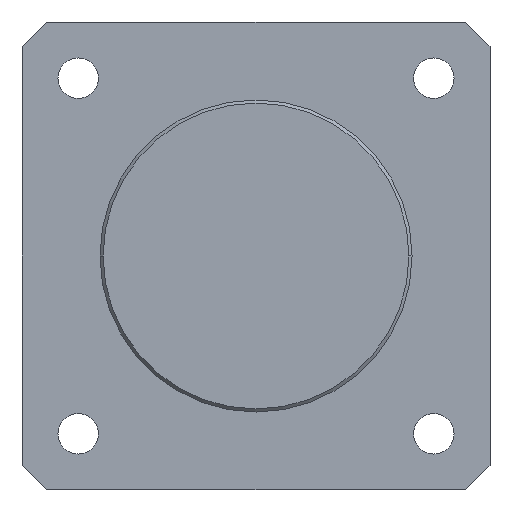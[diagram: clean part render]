
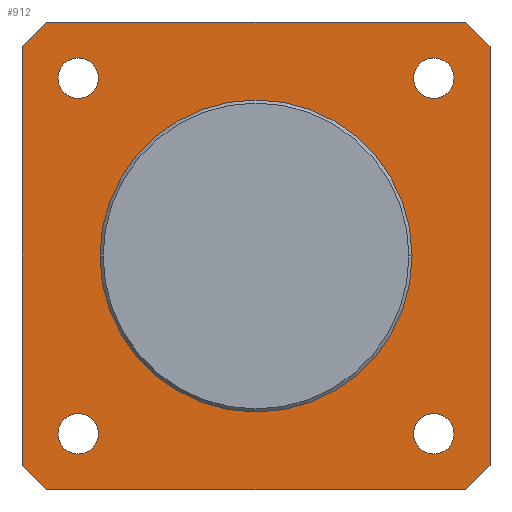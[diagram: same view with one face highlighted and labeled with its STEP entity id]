
A CAD part, front view. The second image highlights one B-rep face of the part: STEP entity #912.
In plain terms, the highlighted planar face has unit normal (0, -1, 0).
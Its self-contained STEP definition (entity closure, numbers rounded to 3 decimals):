
#1 = CARTESIAN_POINT ( 'NONE',  ( 28.95, -7., -25.65 ) ) ;
#10 = LINE ( 'NONE', #907, #1578 ) ;
#17 = VERTEX_POINT ( 'NONE', #1479 ) ;
#32 = AXIS2_PLACEMENT_3D ( 'NONE', #1102, #927, #1730 ) ;
#33 = FACE_BOUND ( 'NONE', #1891, .T. ) ;
#50 = VERTEX_POINT ( 'NONE', #724 ) ;
#58 = DIRECTION ( 'NONE',  ( 0., 1., 0. ) ) ;
#63 = CARTESIAN_POINT ( 'NONE',  ( -28.95, -7., 28.95 ) ) ;
#66 = CIRCLE ( 'NONE', #1938, 3.3 ) ;
#67 = DIRECTION ( 'NONE',  ( 0., 1., 0. ) ) ;
#76 = CARTESIAN_POINT ( 'NONE',  ( 34.1, -7., -38.1 ) ) ;
#93 = CIRCLE ( 'NONE', #1185, 3.3 ) ;
#110 = LINE ( 'NONE', #194, #894 ) ;
#155 = AXIS2_PLACEMENT_3D ( 'NONE', #372, #67, #985 ) ;
#164 = DIRECTION ( 'NONE',  ( 0., 1., 0. ) ) ;
#173 = AXIS2_PLACEMENT_3D ( 'NONE', #63, #58, #1925 ) ;
#175 = CARTESIAN_POINT ( 'NONE',  ( 34.1, -7., -38.1 ) ) ;
#194 = CARTESIAN_POINT ( 'NONE',  ( -34.1, -7., -38.1 ) ) ;
#198 = EDGE_LOOP ( 'NONE', ( #1452, #268 ) ) ;
#200 = VERTEX_POINT ( 'NONE', #1996 ) ;
#206 = CARTESIAN_POINT ( 'NONE',  ( 38.1, -7., -34.1 ) ) ;
#243 = CARTESIAN_POINT ( 'NONE',  ( -28.95, -7., -28.95 ) ) ;
#246 = EDGE_CURVE ( 'NONE', #1585, #1559, #604, .T. ) ;
#267 = DIRECTION ( 'NONE',  ( 0., 0., 1. ) ) ;
#268 = ORIENTED_EDGE ( 'NONE', *, *, #1254, .T. ) ;
#277 = LINE ( 'NONE', #1077, #1549 ) ;
#364 = VECTOR ( 'NONE', #424, 1000. ) ;
#371 = ORIENTED_EDGE ( 'NONE', *, *, #1822, .F. ) ;
#372 = CARTESIAN_POINT ( 'NONE',  ( -28.95, -7., -28.95 ) ) ;
#400 = DIRECTION ( 'NONE',  ( 0., 1., 0. ) ) ;
#409 = FACE_BOUND ( 'NONE', #464, .T. ) ;
#424 = DIRECTION ( 'NONE',  ( 0., 0., -1. ) ) ;
#425 = EDGE_CURVE ( 'NONE', #830, #1379, #1198, .T. ) ;
#430 = FACE_BOUND ( 'NONE', #1177, .T. ) ;
#464 = EDGE_LOOP ( 'NONE', ( #1425, #1450 ) ) ;
#470 = AXIS2_PLACEMENT_3D ( 'NONE', #1557, #164, #474 ) ;
#474 = DIRECTION ( 'NONE',  ( 0., 0., 1. ) ) ;
#482 = CARTESIAN_POINT ( 'NONE',  ( -38.1, -7., -34.1 ) ) ;
#506 = CIRCLE ( 'NONE', #155, 3.3 ) ;
#513 = ORIENTED_EDGE ( 'NONE', *, *, #570, .T. ) ;
#514 = ORIENTED_EDGE ( 'NONE', *, *, #1766, .F. ) ;
#525 = DIRECTION ( 'NONE',  ( 0., 0., 1. ) ) ;
#534 = EDGE_CURVE ( 'NONE', #1071, #2016, #506, .T. ) ;
#540 = CARTESIAN_POINT ( 'NONE',  ( -38.1, -7., 34.1 ) ) ;
#564 = DIRECTION ( 'NONE',  ( 0., 0., 1. ) ) ;
#569 = CARTESIAN_POINT ( 'NONE',  ( 0., -7., 0. ) ) ;
#570 = EDGE_CURVE ( 'NONE', #627, #200, #93, .T. ) ;
#604 = LINE ( 'NONE', #2015, #364 ) ;
#622 = EDGE_CURVE ( 'NONE', #1559, #1331, #1176, .T. ) ;
#627 = VERTEX_POINT ( 'NONE', #1765 ) ;
#629 = ORIENTED_EDGE ( 'NONE', *, *, #1096, .F. ) ;
#720 = LINE ( 'NONE', #1083, #2027 ) ;
#724 = CARTESIAN_POINT ( 'NONE',  ( -34.1, -7., -38.1 ) ) ;
#737 = EDGE_CURVE ( 'NONE', #1794, #1251, #818, .T. ) ;
#754 = DIRECTION ( 'NONE',  ( 0., 0., 1. ) ) ;
#769 = VECTOR ( 'NONE', #1447, 1000. ) ;
#774 = EDGE_CURVE ( 'NONE', #200, #627, #1117, .T. ) ;
#785 = CARTESIAN_POINT ( 'NONE',  ( 28.95, -7., -32.25 ) ) ;
#796 = VECTOR ( 'NONE', #1937, 1000. ) ;
#813 = CARTESIAN_POINT ( 'NONE',  ( -34.1, -7., 38.1 ) ) ;
#818 = CIRCLE ( 'NONE', #1754, 3.3 ) ;
#830 = VERTEX_POINT ( 'NONE', #540 ) ;
#847 = EDGE_CURVE ( 'NONE', #1267, #17, #66, .T. ) ;
#860 = DIRECTION ( 'NONE',  ( 0., 0., -1. ) ) ;
#894 = VECTOR ( 'NONE', #1130, 1000. ) ;
#907 = CARTESIAN_POINT ( 'NONE',  ( -38.1, -7., -34.1 ) ) ;
#912 = ADVANCED_FACE ( 'NONE', ( #430, #1292, #33, #409, #1657 ), #1147, .F. ) ;
#920 = EDGE_CURVE ( 'NONE', #2016, #1071, #1809, .T. ) ;
#927 = DIRECTION ( 'NONE',  ( 0., 1., 0. ) ) ;
#963 = DIRECTION ( 'NONE',  ( -1., 0., 0. ) ) ;
#985 = DIRECTION ( 'NONE',  ( 0., 0., -1. ) ) ;
#993 = DIRECTION ( 'NONE',  ( 0., 1., 0. ) ) ;
#1013 = DIRECTION ( 'NONE',  ( 0., 0., -1. ) ) ;
#1035 = DIRECTION ( 'NONE',  ( 0., 1., 0. ) ) ;
#1071 = VERTEX_POINT ( 'NONE', #1528 ) ;
#1077 = CARTESIAN_POINT ( 'NONE',  ( 34.1, -7., 38.1 ) ) ;
#1083 = CARTESIAN_POINT ( 'NONE',  ( -34.1, -7., 38.1 ) ) ;
#1096 = EDGE_CURVE ( 'NONE', #1397, #830, #10, .T. ) ;
#1102 = CARTESIAN_POINT ( 'NONE',  ( 28.95, -7., 28.95 ) ) ;
#1112 = CIRCLE ( 'NONE', #470, 3.3 ) ;
#1117 = CIRCLE ( 'NONE', #173, 3.3 ) ;
#1130 = DIRECTION ( 'NONE',  ( -0.707, 0., 0.707 ) ) ;
#1137 = CARTESIAN_POINT ( 'NONE',  ( -34.1, -7., 38.1 ) ) ;
#1139 = DIRECTION ( 'NONE',  ( 0., 1., 0. ) ) ;
#1147 = PLANE ( 'NONE',  #2003 ) ;
#1176 = LINE ( 'NONE', #76, #796 ) ;
#1177 = EDGE_LOOP ( 'NONE', ( #513, #1712 ) ) ;
#1179 = ORIENTED_EDGE ( 'NONE', *, *, #920, .T. ) ;
#1185 = AXIS2_PLACEMENT_3D ( 'NONE', #1325, #993, #525 ) ;
#1190 = LINE ( 'NONE', #1431, #1957 ) ;
#1198 = LINE ( 'NONE', #813, #769 ) ;
#1218 = ORIENTED_EDGE ( 'NONE', *, *, #425, .F. ) ;
#1251 = VERTEX_POINT ( 'NONE', #1 ) ;
#1254 = EDGE_CURVE ( 'NONE', #17, #1267, #1464, .T. ) ;
#1256 = DIRECTION ( 'NONE',  ( 0.707, 0., -0.707 ) ) ;
#1267 = VERTEX_POINT ( 'NONE', #1914 ) ;
#1292 = FACE_BOUND ( 'NONE', #198, .T. ) ;
#1299 = EDGE_CURVE ( 'NONE', #50, #1397, #110, .T. ) ;
#1325 = CARTESIAN_POINT ( 'NONE',  ( -28.95, -7., 28.95 ) ) ;
#1331 = VERTEX_POINT ( 'NONE', #175 ) ;
#1350 = ORIENTED_EDGE ( 'NONE', *, *, #1936, .F. ) ;
#1379 = VERTEX_POINT ( 'NONE', #1137 ) ;
#1397 = VERTEX_POINT ( 'NONE', #482 ) ;
#1425 = ORIENTED_EDGE ( 'NONE', *, *, #1749, .T. ) ;
#1431 = CARTESIAN_POINT ( 'NONE',  ( -34.1, -7., -38.1 ) ) ;
#1447 = DIRECTION ( 'NONE',  ( 0.707, 0., 0.707 ) ) ;
#1449 = DIRECTION ( 'NONE',  ( 1., 0., 0. ) ) ;
#1450 = ORIENTED_EDGE ( 'NONE', *, *, #737, .T. ) ;
#1452 = ORIENTED_EDGE ( 'NONE', *, *, #847, .T. ) ;
#1464 = CIRCLE ( 'NONE', #32, 3.3 ) ;
#1479 = CARTESIAN_POINT ( 'NONE',  ( 28.95, -7., 25.65 ) ) ;
#1528 = CARTESIAN_POINT ( 'NONE',  ( -28.95, -7., -32.25 ) ) ;
#1540 = EDGE_LOOP ( 'NONE', ( #1972, #1571, #514, #371, #1218, #629, #1857, #1350 ) ) ;
#1545 = CARTESIAN_POINT ( 'NONE',  ( 28.95, -7., -28.95 ) ) ;
#1549 = VECTOR ( 'NONE', #1256, 1000. ) ;
#1557 = CARTESIAN_POINT ( 'NONE',  ( 28.95, -7., -28.95 ) ) ;
#1559 = VERTEX_POINT ( 'NONE', #206 ) ;
#1571 = ORIENTED_EDGE ( 'NONE', *, *, #246, .F. ) ;
#1578 = VECTOR ( 'NONE', #267, 1000. ) ;
#1585 = VERTEX_POINT ( 'NONE', #1907 ) ;
#1623 = CARTESIAN_POINT ( 'NONE',  ( 34.1, -7., 38.1 ) ) ;
#1628 = CARTESIAN_POINT ( 'NONE',  ( -28.95, -7., -25.65 ) ) ;
#1657 = FACE_OUTER_BOUND ( 'NONE', #1540, .T. ) ;
#1705 = DIRECTION ( 'NONE',  ( 0., 1., 0. ) ) ;
#1712 = ORIENTED_EDGE ( 'NONE', *, *, #774, .T. ) ;
#1730 = DIRECTION ( 'NONE',  ( 0., 0., -1. ) ) ;
#1736 = ORIENTED_EDGE ( 'NONE', *, *, #534, .T. ) ;
#1749 = EDGE_CURVE ( 'NONE', #1251, #1794, #1112, .T. ) ;
#1754 = AXIS2_PLACEMENT_3D ( 'NONE', #1545, #1705, #754 ) ;
#1765 = CARTESIAN_POINT ( 'NONE',  ( -28.95, -7., 32.25 ) ) ;
#1766 = EDGE_CURVE ( 'NONE', #2012, #1585, #277, .T. ) ;
#1794 = VERTEX_POINT ( 'NONE', #785 ) ;
#1795 = CARTESIAN_POINT ( 'NONE',  ( 28.95, -7., 28.95 ) ) ;
#1809 = CIRCLE ( 'NONE', #2017, 3.3 ) ;
#1822 = EDGE_CURVE ( 'NONE', #1379, #2012, #720, .T. ) ;
#1857 = ORIENTED_EDGE ( 'NONE', *, *, #1299, .F. ) ;
#1891 = EDGE_LOOP ( 'NONE', ( #1179, #1736 ) ) ;
#1907 = CARTESIAN_POINT ( 'NONE',  ( 38.1, -7., 34.1 ) ) ;
#1914 = CARTESIAN_POINT ( 'NONE',  ( 28.95, -7., 32.25 ) ) ;
#1925 = DIRECTION ( 'NONE',  ( 0., 0., 1. ) ) ;
#1936 = EDGE_CURVE ( 'NONE', #1331, #50, #1190, .T. ) ;
#1937 = DIRECTION ( 'NONE',  ( -0.707, 0., -0.707 ) ) ;
#1938 = AXIS2_PLACEMENT_3D ( 'NONE', #1795, #1139, #1013 ) ;
#1957 = VECTOR ( 'NONE', #963, 1000. ) ;
#1972 = ORIENTED_EDGE ( 'NONE', *, *, #622, .F. ) ;
#1996 = CARTESIAN_POINT ( 'NONE',  ( -28.95, -7., 25.65 ) ) ;
#2003 = AXIS2_PLACEMENT_3D ( 'NONE', #569, #1035, #564 ) ;
#2012 = VERTEX_POINT ( 'NONE', #1623 ) ;
#2015 = CARTESIAN_POINT ( 'NONE',  ( 38.1, -7., -34.1 ) ) ;
#2016 = VERTEX_POINT ( 'NONE', #1628 ) ;
#2017 = AXIS2_PLACEMENT_3D ( 'NONE', #243, #400, #860 ) ;
#2027 = VECTOR ( 'NONE', #1449, 1000. ) ;
